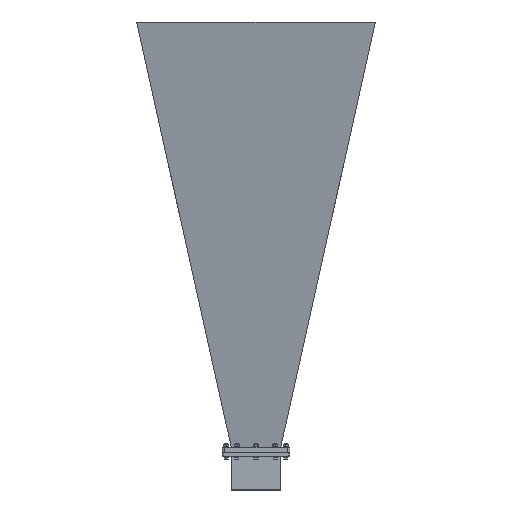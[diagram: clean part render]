
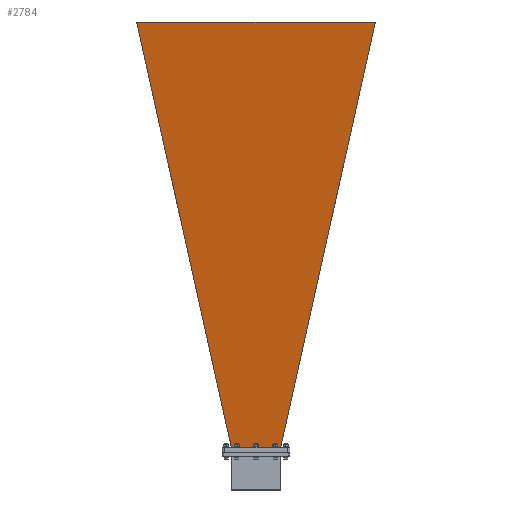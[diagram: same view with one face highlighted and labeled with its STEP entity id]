
A CAD part, front view. The second image highlights one B-rep face of the part: STEP entity #2784.
In plain terms, the highlighted face is planar.
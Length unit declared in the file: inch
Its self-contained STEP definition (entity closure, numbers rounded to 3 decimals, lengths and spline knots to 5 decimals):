
#871 = CARTESIAN_POINT ( 'NONE',  ( -2.305, 0.5, 1.20151 ) ) ;
#1713 = LINE ( 'NONE', #10485, #11975 ) ;
#2784 = ADVANCED_FACE ( 'NONE', ( #4036 ), #9152, .F. ) ;
#2824 = VECTOR ( 'NONE', #10823, 39.37008 ) ;
#3271 = CARTESIAN_POINT ( 'NONE',  ( -12.83157, 47.78034, 9.43882 ) ) ;
#3908 = CARTESIAN_POINT ( 'NONE',  ( 2.305, 0.5, 1.20151 ) ) ;
#4036 = FACE_OUTER_BOUND ( 'NONE', #5102, .T. ) ;
#4061 = CARTESIAN_POINT ( 'NONE',  ( -4.72359, 0.5, 1.20151 ) ) ;
#4273 = VERTEX_POINT ( 'NONE', #871 ) ;
#4598 = ORIENTED_EDGE ( 'NONE', *, *, #9024, .T. ) ;
#4710 = CARTESIAN_POINT ( 'NONE',  ( 12.83157, 47.78034, 9.43882 ) ) ;
#5102 = EDGE_LOOP ( 'NONE', ( #13572, #4598, #14208, #5724 ) ) ;
#5281 = DIRECTION ( 'NONE',  ( -1., 0., 0. ) ) ;
#5724 = ORIENTED_EDGE ( 'NONE', *, *, #10197, .F. ) ;
#6549 = VERTEX_POINT ( 'NONE', #15698 ) ;
#9024 = EDGE_CURVE ( 'NONE', #6549, #4273, #12184, .T. ) ;
#9076 = DIRECTION ( 'NONE',  ( 0., 0.985, 0.172 ) ) ;
#9152 = PLANE ( 'NONE',  #13592 ) ;
#9288 = VECTOR ( 'NONE', #16134, 39.37008 ) ;
#9351 = LINE ( 'NONE', #4061, #9721 ) ;
#9659 = VERTEX_POINT ( 'NONE', #10039 ) ;
#9721 = VECTOR ( 'NONE', #13135, 39.37008 ) ;
#10039 = CARTESIAN_POINT ( 'NONE',  ( 11.15065, 40.23045, 8.12346 ) ) ;
#10197 = EDGE_CURVE ( 'NONE', #9659, #10953, #13356, .T. ) ;
#10485 = CARTESIAN_POINT ( 'NONE',  ( 47.7714, 40.23045, 8.12346 ) ) ;
#10823 = DIRECTION ( 'NONE',  ( 0.214, -0.962, -0.168 ) ) ;
#10953 = VERTEX_POINT ( 'NONE', #3908 ) ;
#11975 = VECTOR ( 'NONE', #5281, 39.37008 ) ;
#12184 = LINE ( 'NONE', #3271, #2824 ) ;
#13135 = DIRECTION ( 'NONE',  ( 1., 0., 0. ) ) ;
#13356 = LINE ( 'NONE', #4710, #9288 ) ;
#13572 = ORIENTED_EDGE ( 'NONE', *, *, #14155, .T. ) ;
#13592 = AXIS2_PLACEMENT_3D ( 'NONE', #15642, #14288, #9076 ) ;
#14155 = EDGE_CURVE ( 'NONE', #9659, #6549, #1713, .T. ) ;
#14208 = ORIENTED_EDGE ( 'NONE', *, *, #14957, .T. ) ;
#14288 = DIRECTION ( 'NONE',  ( 0., 0.172, -0.985 ) ) ;
#14957 = EDGE_CURVE ( 'NONE', #4273, #10953, #9351, .T. ) ;
#15642 = CARTESIAN_POINT ( 'NONE',  ( 47.7714, 40.23045, 8.12346 ) ) ;
#15698 = CARTESIAN_POINT ( 'NONE',  ( -11.15065, 40.23045, 8.12346 ) ) ;
#16134 = DIRECTION ( 'NONE',  ( -0.214, -0.962, -0.168 ) ) ;
